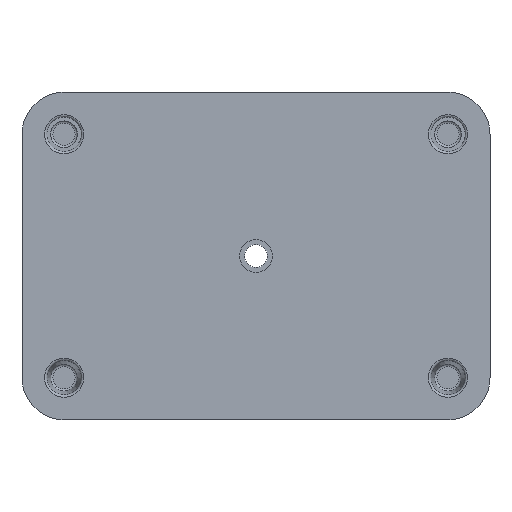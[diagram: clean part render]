
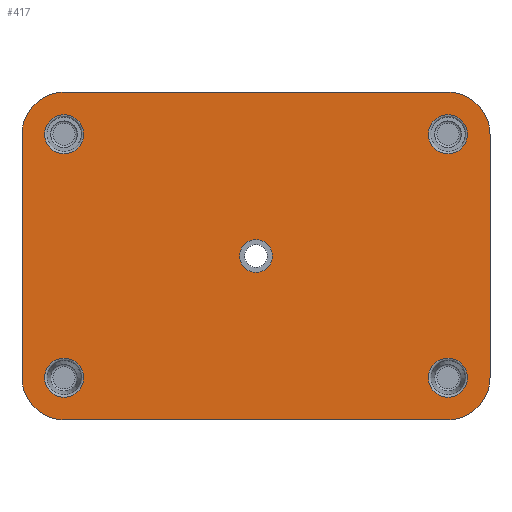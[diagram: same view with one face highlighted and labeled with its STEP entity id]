
A CAD part, front view. The second image highlights one B-rep face of the part: STEP entity #417.
In plain terms, the highlighted planar face has unit normal (0, -1, 0).
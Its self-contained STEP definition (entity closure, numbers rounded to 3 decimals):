
#16=FACE_BOUND('',#97,.T.);
#17=FACE_BOUND('',#98,.T.);
#18=FACE_BOUND('',#99,.T.);
#19=FACE_BOUND('',#100,.T.);
#20=FACE_BOUND('',#101,.T.);
#42=PLANE('',#493);
#68=FACE_OUTER_BOUND('',#96,.T.);
#96=EDGE_LOOP('',(#368,#369,#370,#371,#372,#373,#374,#375));
#97=EDGE_LOOP('',(#376));
#98=EDGE_LOOP('',(#377));
#99=EDGE_LOOP('',(#378));
#100=EDGE_LOOP('',(#379));
#101=EDGE_LOOP('',(#380));
#108=LINE('',#661,#129);
#114=LINE('',#705,#135);
#117=LINE('',#716,#138);
#123=LINE('',#761,#144);
#129=VECTOR('',#511,10.);
#135=VECTOR('',#567,10.);
#138=VECTOR('',#578,10.);
#144=VECTOR('',#638,10.);
#147=CIRCLE('',#436,9.);
#149=CIRCLE('',#440,9.);
#155=CIRCLE('',#450,4.177);
#162=CIRCLE('',#461,4.177);
#164=CIRCLE('',#465,9.);
#167=CIRCLE('',#471,9.);
#173=CIRCLE('',#481,4.177);
#180=CIRCLE('',#492,4.177);
#181=CIRCLE('',#494,3.509);
#184=VERTEX_POINT('',#651);
#185=VERTEX_POINT('',#653);
#186=VERTEX_POINT('',#657);
#189=VERTEX_POINT('',#665);
#194=VERTEX_POINT('',#682);
#198=VERTEX_POINT('',#697);
#200=VERTEX_POINT('',#703);
#202=VERTEX_POINT('',#709);
#203=VERTEX_POINT('',#713);
#207=VERTEX_POINT('',#725);
#212=VERTEX_POINT('',#742);
#216=VERTEX_POINT('',#757);
#217=VERTEX_POINT('',#762);
#220=EDGE_CURVE('',#185,#184,#147,.T.);
#224=EDGE_CURVE('',#186,#185,#108,.T.);
#226=EDGE_CURVE('',#189,#186,#149,.T.);
#234=EDGE_CURVE('',#194,#194,#155,.T.);
#242=EDGE_CURVE('',#198,#198,#162,.T.);
#245=EDGE_CURVE('',#184,#200,#114,.T.);
#248=EDGE_CURVE('',#202,#200,#164,.T.);
#250=EDGE_CURVE('',#203,#202,#117,.T.);
#256=EDGE_CURVE('',#207,#203,#167,.T.);
#263=EDGE_CURVE('',#212,#212,#173,.T.);
#271=EDGE_CURVE('',#216,#216,#180,.T.);
#272=EDGE_CURVE('',#207,#189,#123,.T.);
#273=EDGE_CURVE('',#217,#217,#181,.T.);
#368=ORIENTED_EDGE('',*,*,#245,.T.);
#369=ORIENTED_EDGE('',*,*,#248,.F.);
#370=ORIENTED_EDGE('',*,*,#250,.F.);
#371=ORIENTED_EDGE('',*,*,#256,.F.);
#372=ORIENTED_EDGE('',*,*,#272,.T.);
#373=ORIENTED_EDGE('',*,*,#226,.T.);
#374=ORIENTED_EDGE('',*,*,#224,.T.);
#375=ORIENTED_EDGE('',*,*,#220,.T.);
#376=ORIENTED_EDGE('',*,*,#242,.T.);
#377=ORIENTED_EDGE('',*,*,#234,.T.);
#378=ORIENTED_EDGE('',*,*,#263,.F.);
#379=ORIENTED_EDGE('',*,*,#273,.T.);
#380=ORIENTED_EDGE('',*,*,#271,.F.);
#417=ADVANCED_FACE('',(#68,#16,#17,#18,#19,#20),#42,.F.);
#436=AXIS2_PLACEMENT_3D('',#654,#504,#505);
#440=AXIS2_PLACEMENT_3D('',#666,#516,#517);
#450=AXIS2_PLACEMENT_3D('',#683,#538,#539);
#461=AXIS2_PLACEMENT_3D('',#699,#561,#562);
#465=AXIS2_PLACEMENT_3D('',#711,#573,#574);
#471=AXIS2_PLACEMENT_3D('',#727,#590,#591);
#481=AXIS2_PLACEMENT_3D('',#743,#611,#612);
#492=AXIS2_PLACEMENT_3D('',#759,#634,#635);
#493=AXIS2_PLACEMENT_3D('',#760,#636,#637);
#494=AXIS2_PLACEMENT_3D('',#763,#639,#640);
#504=DIRECTION('center_axis',(0.,-1.,0.));
#505=DIRECTION('ref_axis',(0.707,0.,0.707));
#511=DIRECTION('',(0.,0.,1.));
#516=DIRECTION('center_axis',(0.,-1.,0.));
#517=DIRECTION('ref_axis',(0.707,0.,-0.707));
#538=DIRECTION('center_axis',(0.,1.,0.));
#539=DIRECTION('ref_axis',(1.,0.,0.));
#561=DIRECTION('center_axis',(0.,1.,0.));
#562=DIRECTION('ref_axis',(1.,0.,0.));
#567=DIRECTION('',(-1.,0.,0.));
#573=DIRECTION('center_axis',(0.,1.,0.));
#574=DIRECTION('ref_axis',(-0.707,0.,0.707));
#578=DIRECTION('',(0.,0.,1.));
#590=DIRECTION('center_axis',(0.,1.,0.));
#591=DIRECTION('ref_axis',(-0.707,0.,-0.707));
#611=DIRECTION('center_axis',(0.,-1.,0.));
#612=DIRECTION('ref_axis',(-1.,0.,0.));
#634=DIRECTION('center_axis',(0.,-1.,0.));
#635=DIRECTION('ref_axis',(-1.,0.,0.));
#636=DIRECTION('center_axis',(0.,1.,0.));
#637=DIRECTION('ref_axis',(1.,0.,0.));
#638=DIRECTION('',(1.,0.,0.));
#639=DIRECTION('center_axis',(0.,1.,0.));
#640=DIRECTION('ref_axis',(1.,0.,0.));
#651=CARTESIAN_POINT('',(41.,70.916,104.084));
#653=CARTESIAN_POINT('',(50.,70.916,95.084));
#654=CARTESIAN_POINT('Origin',(41.,70.916,95.084));
#657=CARTESIAN_POINT('',(50.,70.916,43.084));
#661=CARTESIAN_POINT('',(50.,70.916,34.084));
#665=CARTESIAN_POINT('',(41.,70.916,34.084));
#666=CARTESIAN_POINT('Origin',(41.,70.916,43.084));
#682=CARTESIAN_POINT('',(45.19,70.916,95.084));
#683=CARTESIAN_POINT('Origin',(41.013,70.916,95.084));
#697=CARTESIAN_POINT('',(36.836,70.916,43.084));
#699=CARTESIAN_POINT('Origin',(41.013,70.916,43.084));
#703=CARTESIAN_POINT('',(-41.,70.916,104.084));
#705=CARTESIAN_POINT('',(50.,70.916,104.084));
#709=CARTESIAN_POINT('',(-50.,70.916,95.084));
#711=CARTESIAN_POINT('Origin',(-41.,70.916,95.084));
#713=CARTESIAN_POINT('',(-50.,70.916,43.084));
#716=CARTESIAN_POINT('',(-50.,70.916,34.084));
#725=CARTESIAN_POINT('',(-41.,70.916,34.084));
#727=CARTESIAN_POINT('Origin',(-41.,70.916,43.084));
#742=CARTESIAN_POINT('',(-45.19,70.916,95.084));
#743=CARTESIAN_POINT('Origin',(-41.013,70.916,95.084));
#757=CARTESIAN_POINT('',(-36.836,70.916,43.084));
#759=CARTESIAN_POINT('Origin',(-41.013,70.916,43.084));
#760=CARTESIAN_POINT('Origin',(0.,70.916,69.084));
#761=CARTESIAN_POINT('',(-50.,70.916,34.084));
#762=CARTESIAN_POINT('',(-3.509,70.916,69.084));
#763=CARTESIAN_POINT('Origin',(0.,70.916,69.084));
